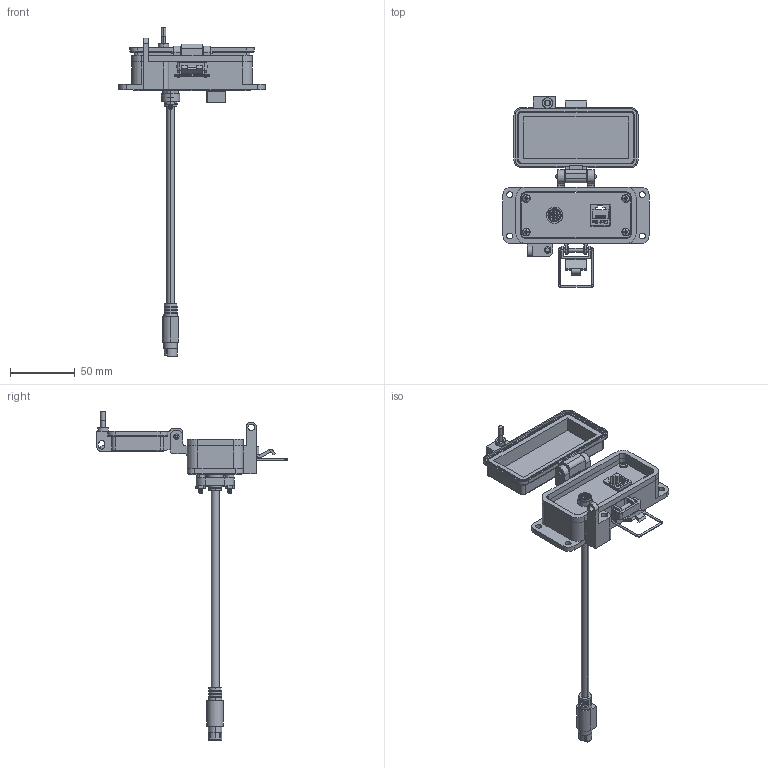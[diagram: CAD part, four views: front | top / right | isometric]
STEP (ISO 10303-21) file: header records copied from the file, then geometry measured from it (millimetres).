
FILE_DESCRIPTION (( 'STEP AP214' ), '1' );
FILE_NAME ('P-A10R2-F3RX_3D.STEP', '2017-10-09T20:27:01', ( '' ), ( '' ), 'SwSTEP 2.0', 'SolidWorks 2017', '' );
FILE_SCHEMA (( 'AUTOMOTIVE_DESIGN' ));
Length unit declared in the file: millimetre
Products named in the file (15): A10; Z-020-3050; 19mm Spacer; 90273A117_ZINC-PLATED STL FLAT HEAD PHIL MACHINE SCREW_90273A117; P-A10R2-F3RX_BP; P-A10R2-F3RX_3D; 92005A124_METRIC PAN HEAD PHILLIPS MACHINE SCREW_92005A124; Z-H-F3; R2; Z-300-RJ45CAT5; 90480A005_LOW-STRENGTH STEEL HEX NUT_90480A005; P-A10R2-F3RX_FP; 90272A106_ZINC-PLTD STL PAN HEAD PHILLIPS MACHINE SCREW_90272A106; P-A10R2-F3RX_TP2; P-A10R2-F3RX_TP1
Assembly tree (22 placements, depth 3):
  P-A10R2-F3RX_3D
    P-A10R2-F3RX_BP
    90273A117_ZINC-PLATED STL FLAT HEAD PHIL MACHINE SCREW_90273A117  x2
    19mm Spacer  x2
    A10
      Z-020-3050
    P-A10R2-F3RX_TP1
    P-A10R2-F3RX_TP2
    90272A106_ZINC-PLTD STL PAN HEAD PHILLIPS MACHINE SCREW_90272A106  x3
    P-A10R2-F3RX_FP
    90480A005_LOW-STRENGTH STEEL HEX NUT_90480A005  x2
    R2
      Z-300-RJ45CAT5
    Z-H-F3
    92005A124_METRIC PAN HEAD PHILLIPS MACHINE SCREW_92005A124  x4
Bounding box: 113 x 147.61 x 254.11 mm (x, y, z)
Volume: 100600 mm3; surface area: 77827.4 mm2
Topology: 34 solids, 34 shells, 2939 faces, 8244 edges, 5454 vertices
Faces by surface type: cylinder 1517, plane 884, bspline 349, cone 147, torus 28, sphere 14
Entity records: 96711 total; most frequent: CARTESIAN_POINT 42283, ORIENTED_EDGE 10610, DIRECTION 7758, EDGE_CURVE 5305, VERTEX_POINT 3512, LINE 2744, VECTOR 2744, AXIS2_PLACEMENT_3D 2507
